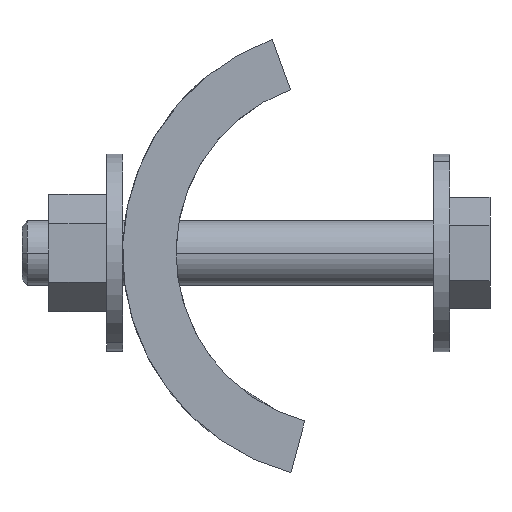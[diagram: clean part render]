
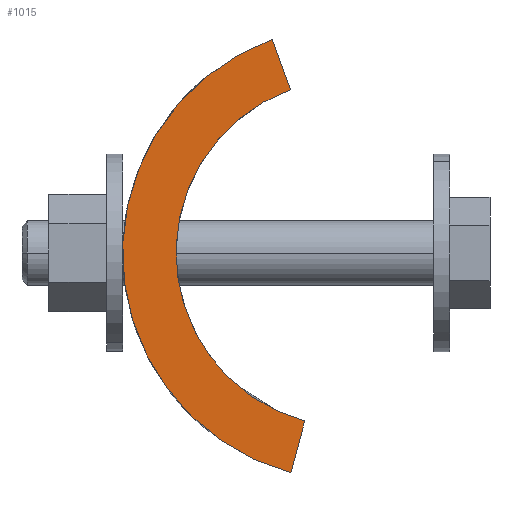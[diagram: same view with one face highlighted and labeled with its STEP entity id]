
A CAD part, front view. The second image highlights one B-rep face of the part: STEP entity #1015.
In plain terms, the highlighted face is planar.
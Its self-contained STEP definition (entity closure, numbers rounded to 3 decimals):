
#15 = VERTEX_POINT ( 'NONE', #128 ) ;
#76 = EDGE_CURVE ( 'NONE', #1152, #15, #1117, .T. ) ;
#79 = EDGE_CURVE ( 'NONE', #801, #1547, #125, .T. ) ;
#86 = EDGE_CURVE ( 'NONE', #801, #1152, #462, .T. ) ;
#121 = AXIS2_PLACEMENT_3D ( 'NONE', #647, #861, #133 ) ;
#125 = CIRCLE ( 'NONE', #1438, 42.5 ) ;
#128 = CARTESIAN_POINT ( 'NONE',  ( 0., -32.5, 40. ) ) ;
#133 = DIRECTION ( 'NONE',  ( -1., 0., 0. ) ) ;
#233 = VECTOR ( 'NONE', #1259, 1000. ) ;
#248 = EDGE_LOOP ( 'NONE', ( #1329, #1360, #1272, #571 ) ) ;
#448 = CARTESIAN_POINT ( 'NONE',  ( 0., 0., 40. ) ) ;
#449 = DIRECTION ( 'NONE',  ( 0., 0., 1. ) ) ;
#457 = DIRECTION ( 'NONE',  ( 1., 0., 0. ) ) ;
#460 = CARTESIAN_POINT ( 'NONE',  ( -18.641, 26.622, 40. ) ) ;
#462 = LINE ( 'NONE', #460, #914 ) ;
#485 = CARTESIAN_POINT ( 'NONE',  ( 0., 0., 40. ) ) ;
#487 = DIRECTION ( 'NONE',  ( 0., 0., 1. ) ) ;
#488 = FACE_OUTER_BOUND ( 'NONE', #248, .T. ) ;
#489 = DIRECTION ( 'NONE',  ( 1., 0., 0. ) ) ;
#503 = CARTESIAN_POINT ( 'NONE',  ( 0., -42.5, 40. ) ) ;
#517 = DIRECTION ( 'NONE',  ( 0.574, -0.819, 0. ) ) ;
#571 = ORIENTED_EDGE ( 'NONE', *, *, #76, .F. ) ;
#647 = CARTESIAN_POINT ( 'NONE',  ( 0., 0., 40. ) ) ;
#652 = CARTESIAN_POINT ( 'NONE',  ( -24.377, 34.814, 40. ) ) ;
#709 = PLANE ( 'NONE',  #121 ) ;
#770 = LINE ( 'NONE', #884, #233 ) ;
#801 = VERTEX_POINT ( 'NONE', #652 ) ;
#861 = DIRECTION ( 'NONE',  ( 0., 0., -1. ) ) ;
#884 = CARTESIAN_POINT ( 'NONE',  ( 0., -32.5, 40. ) ) ;
#914 = VECTOR ( 'NONE', #517, 1000. ) ;
#977 = CARTESIAN_POINT ( 'NONE',  ( -18.641, 26.622, 40. ) ) ;
#1015 = ADVANCED_FACE ( 'NONE', ( #488 ), #709, .F. ) ;
#1116 = EDGE_CURVE ( 'NONE', #1547, #15, #770, .T. ) ;
#1117 = CIRCLE ( 'NONE', #1440, 32.5 ) ;
#1152 = VERTEX_POINT ( 'NONE', #977 ) ;
#1259 = DIRECTION ( 'NONE',  ( 0., 1., 0. ) ) ;
#1272 = ORIENTED_EDGE ( 'NONE', *, *, #1116, .T. ) ;
#1329 = ORIENTED_EDGE ( 'NONE', *, *, #86, .F. ) ;
#1360 = ORIENTED_EDGE ( 'NONE', *, *, #79, .T. ) ;
#1438 = AXIS2_PLACEMENT_3D ( 'NONE', #485, #487, #489 ) ;
#1440 = AXIS2_PLACEMENT_3D ( 'NONE', #448, #449, #457 ) ;
#1547 = VERTEX_POINT ( 'NONE', #503 ) ;
